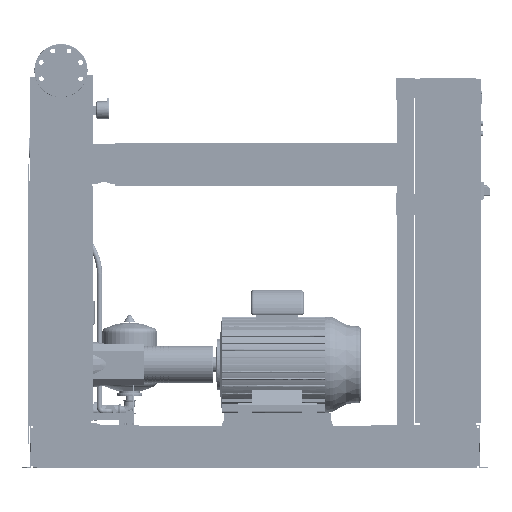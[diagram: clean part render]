
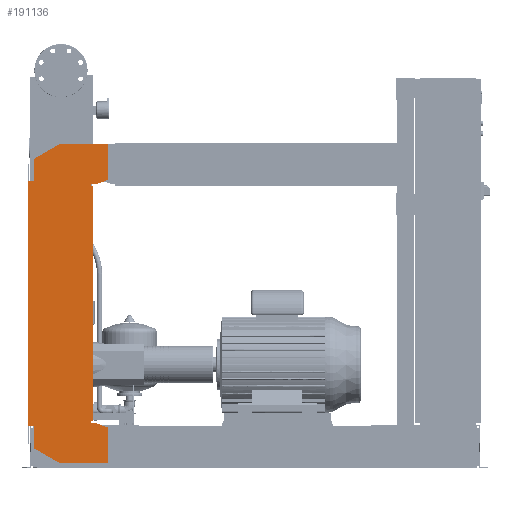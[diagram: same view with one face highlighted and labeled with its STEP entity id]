
A CAD part, front view. The second image highlights one B-rep face of the part: STEP entity #191136.
In plain terms, the highlighted free-form (B-spline) face has degree [1, 1] with [2, 2] control points.
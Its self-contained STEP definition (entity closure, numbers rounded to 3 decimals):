
#190621=CARTESIAN_POINT('',(-102.0,-565.5,1076.0));
#190622=VERTEX_POINT('',#190621);
#190629=CARTESIAN_POINT('',(-102.0,-565.5,1158.574));
#190630=VERTEX_POINT('',#190629);
#190631=CARTESIAN_POINT('',(-102.0,-565.5,1076.0));
#190632=DIRECTION('',(0.0,0.0,1.0));
#190633=VECTOR('',#190632,82.574);
#190634=LINE('',#190631,#190633);
#190635=EDGE_CURVE('',#190622,#190630,#190634,.T.);
#190653=CARTESIAN_POINT('',(-6.,-565.5,1214.0));
#190654=VERTEX_POINT('',#190653);
#190655=CARTESIAN_POINT('',(-102.0,-565.5,1158.574));
#190656=DIRECTION('',(0.866,0.0,0.5));
#190657=VECTOR('',#190656,110.851);
#190658=LINE('',#190655,#190657);
#190659=EDGE_CURVE('',#190630,#190654,#190658,.T.);
#190677=CARTESIAN_POINT('',(177.0,-565.5,1214.0));
#190678=VERTEX_POINT('',#190677);
#190679=CARTESIAN_POINT('',(-6.,-565.5,1214.0));
#190680=DIRECTION('',(1.0,0.0,0.0));
#190681=VECTOR('',#190680,183.0);
#190682=LINE('',#190679,#190681);
#190683=EDGE_CURVE('',#190654,#190678,#190682,.T.);
#190701=CARTESIAN_POINT('',(177.0,-565.5,1080.379));
#190702=VERTEX_POINT('',#190701);
#190703=CARTESIAN_POINT('',(177.0,-565.5,1214.0));
#190704=DIRECTION('',(0.0,0.0,-1.0));
#190705=VECTOR('',#190704,133.621);
#190706=LINE('',#190703,#190705);
#190707=EDGE_CURVE('',#190678,#190702,#190706,.T.);
#190725=CARTESIAN_POINT('',(132.,-565.5,1064.0));
#190726=VERTEX_POINT('',#190725);
#190727=CARTESIAN_POINT('',(177.0,-565.5,1080.379));
#190728=DIRECTION('',(-0.94,0.0,-0.342));
#190729=VECTOR('',#190728,47.888);
#190730=LINE('',#190727,#190729);
#190731=EDGE_CURVE('',#190702,#190726,#190730,.T.);
#190749=CARTESIAN_POINT('',(112.0,-565.5,1064.0));
#190750=VERTEX_POINT('',#190749);
#190751=CARTESIAN_POINT('',(132.,-565.5,1064.0));
#190752=DIRECTION('',(-1.0,0.0,0.0));
#190753=VECTOR('',#190752,20.);
#190754=LINE('',#190751,#190753);
#190755=EDGE_CURVE('',#190726,#190750,#190754,.T.);
#190773=CARTESIAN_POINT('',(112.0,-565.5,1056.0));
#190774=VERTEX_POINT('',#190773);
#190775=CARTESIAN_POINT('',(112.0,-565.5,1064.0));
#190776=DIRECTION('',(0.0,0.0,-1.0));
#190777=VECTOR('',#190776,8.0);
#190778=LINE('',#190775,#190777);
#190779=EDGE_CURVE('',#190750,#190774,#190778,.T.);
#190797=CARTESIAN_POINT('',(120.,-565.5,1056.0));
#190798=VERTEX_POINT('',#190797);
#190799=CARTESIAN_POINT('',(112.0,-565.5,1056.0));
#190800=DIRECTION('',(1.0,0.0,0.0));
#190801=VECTOR('',#190800,8.);
#190802=LINE('',#190799,#190801);
#190803=EDGE_CURVE('',#190774,#190798,#190802,.T.);
#190821=CARTESIAN_POINT('',(120.,-565.5,176.));
#190822=VERTEX_POINT('',#190821);
#190833=CARTESIAN_POINT('',(120.,-565.5,1056.0));
#190834=DIRECTION('',(0.0,0.0,-1.0));
#190835=VECTOR('',#190834,880.);
#190836=LINE('',#190833,#190835);
#190837=EDGE_CURVE('',#190798,#190822,#190836,.T.);
#190851=CARTESIAN_POINT('',(112.,-565.5,176.));
#190852=VERTEX_POINT('',#190851);
#190853=CARTESIAN_POINT('',(120.,-565.5,176.));
#190854=DIRECTION('',(-1.0,0.0,0.0));
#190855=VECTOR('',#190854,8.);
#190856=LINE('',#190853,#190855);
#190857=EDGE_CURVE('',#190822,#190852,#190856,.T.);
#190875=CARTESIAN_POINT('',(112.,-565.5,168.));
#190876=VERTEX_POINT('',#190875);
#190877=CARTESIAN_POINT('',(112.,-565.5,176.));
#190878=DIRECTION('',(0.0,0.0,-1.0));
#190879=VECTOR('',#190878,8.0);
#190880=LINE('',#190877,#190879);
#190881=EDGE_CURVE('',#190852,#190876,#190880,.T.);
#190899=CARTESIAN_POINT('',(132.,-565.5,168.));
#190900=VERTEX_POINT('',#190899);
#190901=CARTESIAN_POINT('',(112.,-565.5,168.));
#190902=DIRECTION('',(1.0,0.0,0.0));
#190903=VECTOR('',#190902,20.0);
#190904=LINE('',#190901,#190903);
#190905=EDGE_CURVE('',#190876,#190900,#190904,.T.);
#190923=CARTESIAN_POINT('',(177.,-565.5,151.621));
#190924=VERTEX_POINT('',#190923);
#190925=CARTESIAN_POINT('',(132.,-565.5,168.));
#190926=DIRECTION('',(0.94,0.0,-0.342));
#190927=VECTOR('',#190926,47.888);
#190928=LINE('',#190925,#190927);
#190929=EDGE_CURVE('',#190900,#190924,#190928,.T.);
#190947=CARTESIAN_POINT('',(177.,-565.5,18.0));
#190948=VERTEX_POINT('',#190947);
#190949=CARTESIAN_POINT('',(177.,-565.5,151.621));
#190950=DIRECTION('',(0.0,0.0,-1.0));
#190951=VECTOR('',#190950,133.621);
#190952=LINE('',#190949,#190951);
#190953=EDGE_CURVE('',#190924,#190948,#190952,.T.);
#190971=CARTESIAN_POINT('',(-4.,-565.5,18.0));
#190972=VERTEX_POINT('',#190971);
#190973=CARTESIAN_POINT('',(177.,-565.5,18.0));
#190974=DIRECTION('',(-1.0,0.0,0.0));
#190975=VECTOR('',#190974,181.);
#190976=LINE('',#190973,#190975);
#190977=EDGE_CURVE('',#190948,#190972,#190976,.T.);
#190995=CARTESIAN_POINT('',(-102.,-565.5,74.58));
#190996=VERTEX_POINT('',#190995);
#190997=CARTESIAN_POINT('',(-4.,-565.5,18.0));
#190998=DIRECTION('',(-0.866,0.0,0.5));
#190999=VECTOR('',#190998,113.161);
#191000=LINE('',#190997,#190999);
#191001=EDGE_CURVE('',#190972,#190996,#191000,.T.);
#191019=CARTESIAN_POINT('',(-102.,-565.5,156.0));
#191020=VERTEX_POINT('',#191019);
#191021=CARTESIAN_POINT('',(-102.,-565.5,74.58));
#191022=DIRECTION('',(0.0,0.0,1.0));
#191023=VECTOR('',#191022,81.42);
#191024=LINE('',#191021,#191023);
#191025=EDGE_CURVE('',#190996,#191020,#191024,.T.);
#191043=CARTESIAN_POINT('',(-122.,-565.5,156.0));
#191044=VERTEX_POINT('',#191043);
#191045=CARTESIAN_POINT('',(-102.,-565.5,156.0));
#191046=DIRECTION('',(-1.0,0.0,0.0));
#191047=VECTOR('',#191046,20.0);
#191048=LINE('',#191045,#191047);
#191049=EDGE_CURVE('',#191020,#191044,#191048,.T.);
#191067=CARTESIAN_POINT('',(-122.0,-565.5,1076.0));
#191068=VERTEX_POINT('',#191067);
#191081=CARTESIAN_POINT('',(-122.,-565.5,156.0));
#191082=DIRECTION('',(0.0,0.0,1.0));
#191083=VECTOR('',#191082,920.0);
#191084=LINE('',#191081,#191083);
#191085=EDGE_CURVE('',#191044,#191068,#191084,.T.);
#191099=CARTESIAN_POINT('',(-122.0,-565.5,1076.0));
#191100=DIRECTION('',(1.0,0.0,0.0));
#191101=VECTOR('',#191100,20.0);
#191102=LINE('',#191099,#191101);
#191103=EDGE_CURVE('',#191068,#190622,#191102,.T.);
#191109=CARTESIAN_POINT('',(-122.,-565.5,18.0));
#191110=CARTESIAN_POINT('',(177.0,-565.5,18.0));
#191111=CARTESIAN_POINT('',(-122.,-565.5,1214.0));
#191112=CARTESIAN_POINT('',(177.0,-565.5,1214.0));
#191113=B_SPLINE_SURFACE_WITH_KNOTS('',1,1,((#191109,#191111),(#191110,#191112)),.UNSPECIFIED.,.F.,.F.,.U.,(2,2),(2,2),(0.0,299.),(0.0,1196.0),.UNSPECIFIED.);
#191114=ORIENTED_EDGE('',*,*,#191103,.F.);
#191115=ORIENTED_EDGE('',*,*,#191085,.F.);
#191116=ORIENTED_EDGE('',*,*,#191049,.F.);
#191117=ORIENTED_EDGE('',*,*,#191025,.F.);
#191118=ORIENTED_EDGE('',*,*,#191001,.F.);
#191119=ORIENTED_EDGE('',*,*,#190977,.F.);
#191120=ORIENTED_EDGE('',*,*,#190953,.F.);
#191121=ORIENTED_EDGE('',*,*,#190929,.F.);
#191122=ORIENTED_EDGE('',*,*,#190905,.F.);
#191123=ORIENTED_EDGE('',*,*,#190881,.F.);
#191124=ORIENTED_EDGE('',*,*,#190857,.F.);
#191125=ORIENTED_EDGE('',*,*,#190837,.F.);
#191126=ORIENTED_EDGE('',*,*,#190803,.F.);
#191127=ORIENTED_EDGE('',*,*,#190779,.F.);
#191128=ORIENTED_EDGE('',*,*,#190755,.F.);
#191129=ORIENTED_EDGE('',*,*,#190731,.F.);
#191130=ORIENTED_EDGE('',*,*,#190707,.F.);
#191131=ORIENTED_EDGE('',*,*,#190683,.F.);
#191132=ORIENTED_EDGE('',*,*,#190659,.F.);
#191133=ORIENTED_EDGE('',*,*,#190635,.F.);
#191134=EDGE_LOOP('',(#191114,#191115,#191116,#191117,#191118,#191119,#191120,#191121,#191122,#191123,#191124,#191125,#191126,#191127,#191128,#191129,#191130,#191131,#191132,#191133));
#191135=FACE_OUTER_BOUND('',#191134,.T.);
#191136=ADVANCED_FACE('',(#191135),#191113,.T.);
